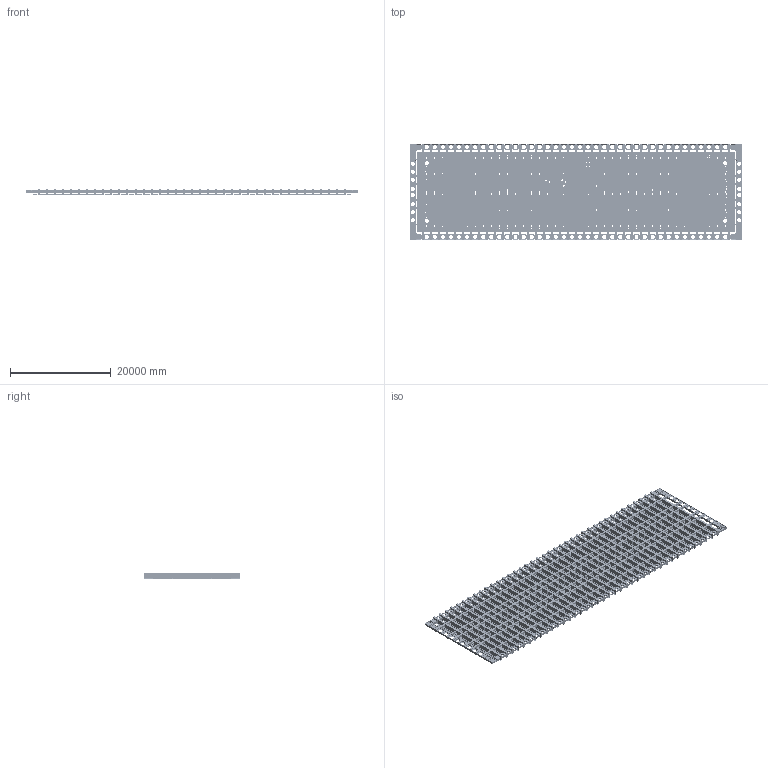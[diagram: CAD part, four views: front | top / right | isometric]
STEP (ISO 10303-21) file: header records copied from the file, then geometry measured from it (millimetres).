
FILE_DESCRIPTION(('CATIA V5-6R2013 STEP','CAx-IF Rec.Pracs.--- Model Styling and Organization---1.4--- 2014-01-23','CAx-IF Rec.Pracs.--- Geometric and Assembly Validation Properties ---4.2---2014-10-09'),'2;1');
FILE_NAME('Cavern S - Chamber ES - Warm Cryostat SP - Roof - ST1079321.stp','2019-09-13T06:47:51+00:00',('none'),('CERN'),'CATIA Version 5-6 Release 2017 SP6 HF16','CATIA V5 STEP AP214','none');
FILE_SCHEMA(('AUTOMOTIVE_DESIGN { 1 0 10303 214 1 1 1 1 }'));
Length unit declared in the file: millimetre
Products named in the file (138): ST1079321_01; ST1079320_01; ST0797540_01; ST0799112_03; ST0862456_01; ST0862350_01; ST0862460_01; ST0797613_04; ST0869798_01; ST0868678_01; Stiffener for internal beam x2; ST0861495_01; ST0860156_01; ST0799110_03; ST0862343_01; Gathered ST0799110_01 on RectPattern.14; Gathered ST0799110_01 on RectPattern.13; Gathered ST0799110_01 on RectPattern.16; Gathered ST0799110_01 on RectPattern.17; Gathered ST0799110_01 on RectPattern-LongitudinalBeamsX-Y+; Gathered ST0799110_01 on RectPattern.15; Gathered ST0799110_01 on RectPattern.18; Gathered ST0799110_01 on RectPattern.19; ST0872245_01; ST0807777_01; Gathered ST0807777_01 on RectPattern.27; Gathered ST0807777_01 on RectPattern.271; ST0846021_02; ST0869920_01; ST0861031_01; Product1; ST0870224_01; ST0869947_01; ST0870229_01; ST0869931_01; ST0837987_02; ST0870834_01; Product1_1; ST0806315_03; Product1_2 ...
Assembly tree (1048 placements, depth 7):
  ST1079321_01
    ST1079320_01
      ST0797540_01
        ST0799112_03  x12
          ST0862456_01
          ST0862350_01
          ST0862460_01
        ST0797613_04  x78
          ST0869798_01
          ST0868678_01
          Stiffener for internal beam x2
            ST0861495_01  x2
          ST0860156_01
        ST0799110_03  x8
          ST0862343_01
          ST0862350_01
        Gathered ST0799110_01 on RectPattern.14
          ST0799110_03  x17
            ST0862343_01
            ST0862350_01
        Gathered ST0799110_01 on RectPattern.13
          ST0799110_03  x35
            ST0862343_01
            ST0862350_01
        Gathered ST0799110_01 on RectPattern.16
          ST0799110_03  x17
            ST0862343_01
            ST0862350_01
        Gathered ST0799110_01 on RectPattern.17
          ST0799110_03  x35
            ST0862343_01
            ST0862350_01
        Gathered ST0799110_01 on RectPattern-LongitudinalBeamsX-Y+
          ST0799110_03  x35
            ST0862343_01
            ST0862350_01
        Gathered ST0799110_01 on RectPattern.15
          ST0799110_03  x17
            ST0862343_01
            ST0862350_01
        Gathered ST0799110_01 on RectPattern.18
          ST0799110_03  x17
            ST0862343_01
            ST0862350_01
        Gathered ST0799110_01 on RectPattern.19
          ST0799110_03  x35
            ST0862343_01
            ST0862350_01
        ST0872245_01  x24
        ST0807777_01  x2
        Gathered ST0807777_01 on RectPattern.27
          ST0807777_01  x37
        Gathered ST0807777_01 on RectPattern.271
          ST0807777_01  x37
        ST0846021_02  x2
          ST0869920_01
          ST0861031_01
          Product1
            ST0870224_01
            ST0869947_01
Bounding box: 65846 x 18996 x 1123 mm (x, y, z)
Volume: 82322793422.2 mm3; surface area: 7664965342.1 mm2
Topology: 3733 solids, 3733 shells, 52244 faces, 133710 edges, 88932 vertices
Faces by surface type: plane 27694, cylinder 24550
Entity records: 48753 total; most frequent: CARTESIAN_POINT 8417, DIRECTION 7966, ORIENTED_EDGE 4932, AXIS2_PLACEMENT_3D 3722, EDGE_CURVE 2466, PROPERTY_DEFINITION 1735, REPRESENTATION 1680, PROPERTY_DEFINITION_REPRESENTATION 1680
